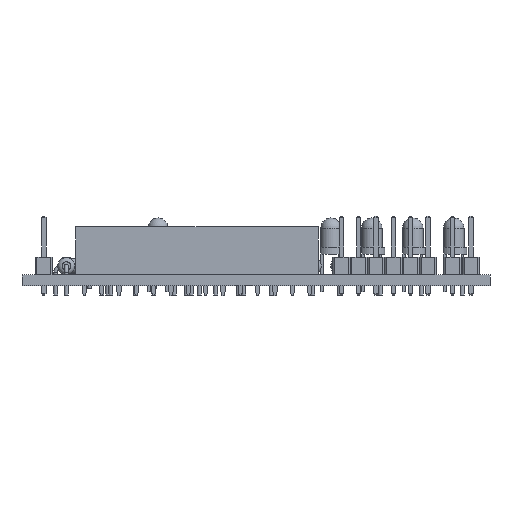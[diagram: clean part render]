
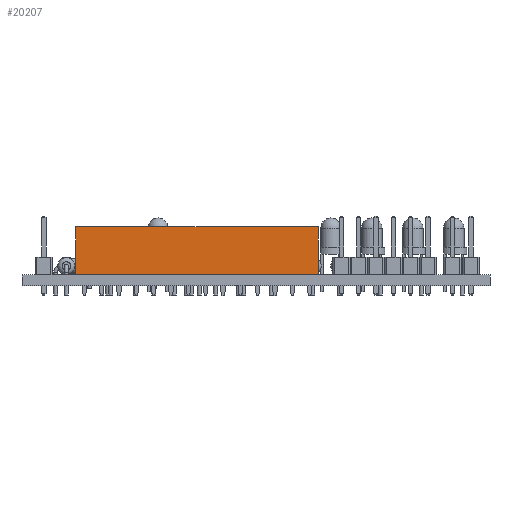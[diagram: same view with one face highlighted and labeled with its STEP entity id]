
A CAD part, front view. The second image highlights one B-rep face of the part: STEP entity #20207.
In plain terms, the highlighted face is planar.
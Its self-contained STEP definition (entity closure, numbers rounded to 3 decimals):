
#20207 = ADVANCED_FACE('',(#20208),#20222,.F.);
#20208 = FACE_BOUND('',#20209,.F.);
#20209 = EDGE_LOOP('',(#20210,#20245,#20273,#20301));
#20210 = ORIENTED_EDGE('',*,*,#20211,.T.);
#20211 = EDGE_CURVE('',#20212,#20214,#20216,.T.);
#20212 = VERTEX_POINT('',#20213);
#20213 = CARTESIAN_POINT('',(1.27,-34.29,0.));
#20214 = VERTEX_POINT('',#20215);
#20215 = CARTESIAN_POINT('',(1.27,-34.29,7.));
#20216 = SURFACE_CURVE('',#20217,(#20221,#20233),.PCURVE_S1.);
#20217 = LINE('',#20218,#20219);
#20218 = CARTESIAN_POINT('',(1.27,-34.29,0.));
#20219 = VECTOR('',#20220,1.);
#20220 = DIRECTION('',(0.,0.,1.));
#20221 = PCURVE('',#20222,#20227);
#20222 = PLANE('',#20223);
#20223 = AXIS2_PLACEMENT_3D('',#20224,#20225,#20226);
#20224 = CARTESIAN_POINT('',(1.27,-34.29,0.));
#20225 = DIRECTION('',(-1.,0.,0.));
#20226 = DIRECTION('',(0.,1.,0.));
#20227 = DEFINITIONAL_REPRESENTATION('',(#20228),#20232);
#20228 = LINE('',#20229,#20230);
#20229 = CARTESIAN_POINT('',(0.,0.));
#20230 = VECTOR('',#20231,1.);
#20231 = DIRECTION('',(0.,-1.));
#20232 = ( GEOMETRIC_REPRESENTATION_CONTEXT(2) 
PARAMETRIC_REPRESENTATION_CONTEXT() REPRESENTATION_CONTEXT('2D SPACE',''
  ) );
#20233 = PCURVE('',#20234,#20239);
#20234 = PLANE('',#20235);
#20235 = AXIS2_PLACEMENT_3D('',#20236,#20237,#20238);
#20236 = CARTESIAN_POINT('',(-1.27,-34.29,0.));
#20237 = DIRECTION('',(0.,1.,0.));
#20238 = DIRECTION('',(1.,0.,0.));
#20239 = DEFINITIONAL_REPRESENTATION('',(#20240),#20244);
#20240 = LINE('',#20241,#20242);
#20241 = CARTESIAN_POINT('',(2.54,0.));
#20242 = VECTOR('',#20243,1.);
#20243 = DIRECTION('',(0.,-1.));
#20244 = ( GEOMETRIC_REPRESENTATION_CONTEXT(2) 
PARAMETRIC_REPRESENTATION_CONTEXT() REPRESENTATION_CONTEXT('2D SPACE',''
  ) );
#20245 = ORIENTED_EDGE('',*,*,#20246,.T.);
#20246 = EDGE_CURVE('',#20214,#20247,#20249,.T.);
#20247 = VERTEX_POINT('',#20248);
#20248 = CARTESIAN_POINT('',(1.27,1.27,7.));
#20249 = SURFACE_CURVE('',#20250,(#20254,#20261),.PCURVE_S1.);
#20250 = LINE('',#20251,#20252);
#20251 = CARTESIAN_POINT('',(1.27,-34.29,7.));
#20252 = VECTOR('',#20253,1.);
#20253 = DIRECTION('',(0.,1.,0.));
#20254 = PCURVE('',#20222,#20255);
#20255 = DEFINITIONAL_REPRESENTATION('',(#20256),#20260);
#20256 = LINE('',#20257,#20258);
#20257 = CARTESIAN_POINT('',(0.,-7.));
#20258 = VECTOR('',#20259,1.);
#20259 = DIRECTION('',(1.,0.));
#20260 = ( GEOMETRIC_REPRESENTATION_CONTEXT(2) 
PARAMETRIC_REPRESENTATION_CONTEXT() REPRESENTATION_CONTEXT('2D SPACE',''
  ) );
#20261 = PCURVE('',#20262,#20267);
#20262 = PLANE('',#20263);
#20263 = AXIS2_PLACEMENT_3D('',#20264,#20265,#20266);
#20264 = CARTESIAN_POINT('',(1.27,-34.29,7.));
#20265 = DIRECTION('',(0.,0.,-1.));
#20266 = DIRECTION('',(0.,-1.,0.));
#20267 = DEFINITIONAL_REPRESENTATION('',(#20268),#20272);
#20268 = LINE('',#20269,#20270);
#20269 = CARTESIAN_POINT('',(0.,0.));
#20270 = VECTOR('',#20271,1.);
#20271 = DIRECTION('',(-1.,0.));
#20272 = ( GEOMETRIC_REPRESENTATION_CONTEXT(2) 
PARAMETRIC_REPRESENTATION_CONTEXT() REPRESENTATION_CONTEXT('2D SPACE',''
  ) );
#20273 = ORIENTED_EDGE('',*,*,#20274,.F.);
#20274 = EDGE_CURVE('',#20275,#20247,#20277,.T.);
#20275 = VERTEX_POINT('',#20276);
#20276 = CARTESIAN_POINT('',(1.27,1.27,0.));
#20277 = SURFACE_CURVE('',#20278,(#20282,#20289),.PCURVE_S1.);
#20278 = LINE('',#20279,#20280);
#20279 = CARTESIAN_POINT('',(1.27,1.27,0.));
#20280 = VECTOR('',#20281,1.);
#20281 = DIRECTION('',(0.,0.,1.));
#20282 = PCURVE('',#20222,#20283);
#20283 = DEFINITIONAL_REPRESENTATION('',(#20284),#20288);
#20284 = LINE('',#20285,#20286);
#20285 = CARTESIAN_POINT('',(35.56,0.));
#20286 = VECTOR('',#20287,1.);
#20287 = DIRECTION('',(0.,-1.));
#20288 = ( GEOMETRIC_REPRESENTATION_CONTEXT(2) 
PARAMETRIC_REPRESENTATION_CONTEXT() REPRESENTATION_CONTEXT('2D SPACE',''
  ) );
#20289 = PCURVE('',#20290,#20295);
#20290 = PLANE('',#20291);
#20291 = AXIS2_PLACEMENT_3D('',#20292,#20293,#20294);
#20292 = CARTESIAN_POINT('',(1.27,1.27,0.));
#20293 = DIRECTION('',(0.,-1.,0.));
#20294 = DIRECTION('',(-1.,0.,0.));
#20295 = DEFINITIONAL_REPRESENTATION('',(#20296),#20300);
#20296 = LINE('',#20297,#20298);
#20297 = CARTESIAN_POINT('',(0.,0.));
#20298 = VECTOR('',#20299,1.);
#20299 = DIRECTION('',(0.,-1.));
#20300 = ( GEOMETRIC_REPRESENTATION_CONTEXT(2) 
PARAMETRIC_REPRESENTATION_CONTEXT() REPRESENTATION_CONTEXT('2D SPACE',''
  ) );
#20301 = ORIENTED_EDGE('',*,*,#20302,.F.);
#20302 = EDGE_CURVE('',#20212,#20275,#20303,.T.);
#20303 = SURFACE_CURVE('',#20304,(#20308,#20315),.PCURVE_S1.);
#20304 = LINE('',#20305,#20306);
#20305 = CARTESIAN_POINT('',(1.27,-34.29,0.));
#20306 = VECTOR('',#20307,1.);
#20307 = DIRECTION('',(0.,1.,0.));
#20308 = PCURVE('',#20222,#20309);
#20309 = DEFINITIONAL_REPRESENTATION('',(#20310),#20314);
#20310 = LINE('',#20311,#20312);
#20311 = CARTESIAN_POINT('',(0.,0.));
#20312 = VECTOR('',#20313,1.);
#20313 = DIRECTION('',(1.,0.));
#20314 = ( GEOMETRIC_REPRESENTATION_CONTEXT(2) 
PARAMETRIC_REPRESENTATION_CONTEXT() REPRESENTATION_CONTEXT('2D SPACE',''
  ) );
#20315 = PCURVE('',#20316,#20321);
#20316 = PLANE('',#20317);
#20317 = AXIS2_PLACEMENT_3D('',#20318,#20319,#20320);
#20318 = CARTESIAN_POINT('',(1.27,-34.29,0.));
#20319 = DIRECTION('',(0.,0.,-1.));
#20320 = DIRECTION('',(0.,-1.,0.));
#20321 = DEFINITIONAL_REPRESENTATION('',(#20322),#20326);
#20322 = LINE('',#20323,#20324);
#20323 = CARTESIAN_POINT('',(0.,0.));
#20324 = VECTOR('',#20325,1.);
#20325 = DIRECTION('',(-1.,0.));
#20326 = ( GEOMETRIC_REPRESENTATION_CONTEXT(2) 
PARAMETRIC_REPRESENTATION_CONTEXT() REPRESENTATION_CONTEXT('2D SPACE',''
  ) );
